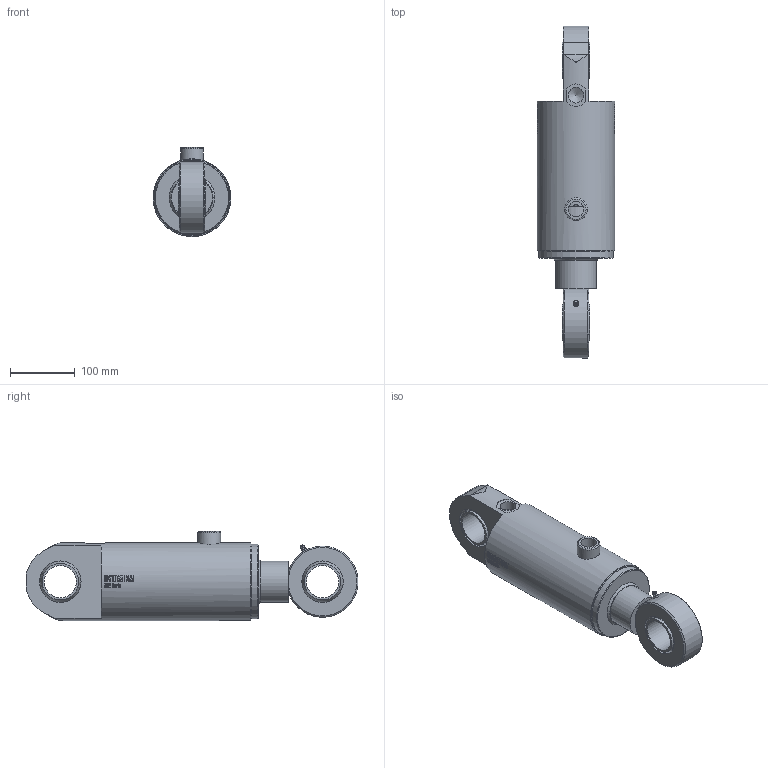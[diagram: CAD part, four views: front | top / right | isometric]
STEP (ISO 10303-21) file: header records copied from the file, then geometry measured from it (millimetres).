
FILE_DESCRIPTION((''),'2;1');
FILE_NAME('KS2DVL100_63.stp','2012-02-27T08:34:14',('tribel'),(''),'Autodesk Inventor 2011','Autodesk Inventor 2011','');
FILE_SCHEMA(('AUTOMOTIVE_DESIGN { 1 0 10303 214 1 1 1 1 }'));
Length unit declared in the file: millimetre
Products named in the file (6): KS2DVL100_63; KS2DVL100_63_Parameters; KS2DVL100_63_stang; KS2DVL100_63_body.; KS.50.eye.komplett; Kule50HO
Assembly tree (5 placements, depth 2):
  KS2DVL100_63
    KS2DVL100_63_Parameters
    KS2DVL100_63_stang
    KS2DVL100_63_body.
    KS.50.eye.komplett
    Kule50HO
Bounding box: 120 x 512.79 x 137.5 mm (x, y, z)
Volume: 3086115.6 mm3; surface area: 354584.6 mm2
Topology: 4 solids, 6 shells, 564 faces, 1486 edges, 986 vertices
Faces by surface type: plane 290, bspline 168, cylinder 68, cone 23, sphere 8, torus 7
Full cylindrical faces by diameter (mm): 3 x1, 4 x1, 6 x1, 24.117 x2, 35 x1, 50 x2, 56.5 x4, 63 x2, 64 x3, 100 x2, 115 x1, 120 x1
Entity records: 39219 total; most frequent: CARTESIAN_POINT 26704, ORIENTED_EDGE 2868, DIRECTION 1868, EDGE_CURVE 1436, VERTEX_POINT 975, EDGE_LOOP 662, AXIS2_PLACEMENT_3D 648, B_SPLINE_CURVE_WITH_KNOTS 583
